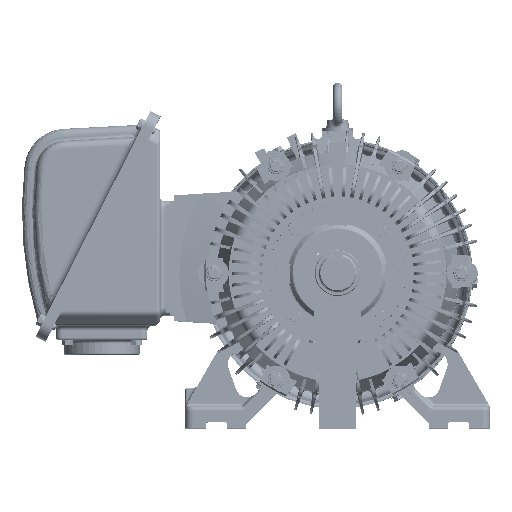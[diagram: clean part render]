
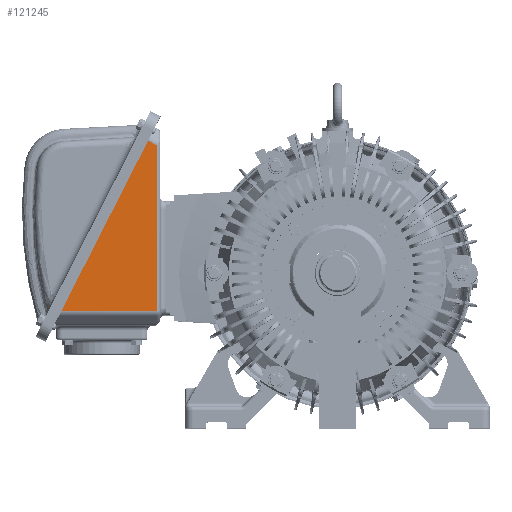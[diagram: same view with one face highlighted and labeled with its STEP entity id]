
A CAD part, top view. The second image highlights one B-rep face of the part: STEP entity #121245.
In plain terms, the highlighted planar face has unit normal (0, 0, 1).
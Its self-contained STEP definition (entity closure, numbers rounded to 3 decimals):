
#120084=CARTESIAN_POINT('Vertex',(-237.88,-49.118,94.)) ;
#120087=CARTESIAN_POINT('Line Origine',(-305.914,-49.118,94.)) ;
#120091=CARTESIAN_POINT('Vertex',(-367.344,-49.118,94.)) ;
#120114=CARTESIAN_POINT('Axis2P3D Location',(-362.554,-47.685,94.)) ;
#120118=CARTESIAN_POINT('Vertex',(-367.009,-45.415,94.)) ;
#121111=CARTESIAN_POINT('Vertex',(-237.88,168.561,94.)) ;
#121161=CARTESIAN_POINT('Line Origine',(-237.88,64.75,94.)) ;
#121205=CARTESIAN_POINT('Axis2P3D Location',(-232.88,88.154,94.)) ;
#121210=CARTESIAN_POINT('Line Origine',(-244.524,171.946,94.)) ;
#121214=CARTESIAN_POINT('Vertex',(-251.167,175.331,94.)) ;
#121217=CARTESIAN_POINT('Line Origine',(-252.497,172.72,94.)) ;
#121221=CARTESIAN_POINT('Vertex',(-253.827,170.11,94.)) ;
#121224=CARTESIAN_POINT('Axis2P3D Location',(-254.126,165.119,94.)) ;
#121228=CARTESIAN_POINT('Vertex',(-258.581,167.389,94.)) ;
#121231=CARTESIAN_POINT('Line Origine',(-312.795,60.987,94.)) ;
#120088=DIRECTION('Vector Direction',(-1.,0.,0.)) ;
#120115=DIRECTION('Axis2P3D Direction',(0.,0.,1.)) ;
#121162=DIRECTION('Vector Direction',(0.,1.,0.)) ;
#121206=DIRECTION('Axis2P3D Direction',(0.,0.,-1.)) ;
#121207=DIRECTION('Axis2P3D XDirection',(-1.,0.,0.)) ;
#121211=DIRECTION('Vector Direction',(0.891,-0.454,0.)) ;
#121218=DIRECTION('Vector Direction',(0.454,0.891,0.)) ;
#121225=DIRECTION('Axis2P3D Direction',(0.,0.,-1.)) ;
#121232=DIRECTION('Vector Direction',(0.454,0.891,0.)) ;
#120116=AXIS2_PLACEMENT_3D('Circle Axis2P3D',#120114,#120115,$) ;
#121208=AXIS2_PLACEMENT_3D('Plane Axis2P3D',#121205,#121206,#121207) ;
#121226=AXIS2_PLACEMENT_3D('Circle Axis2P3D',#121224,#121225,$) ;
#121237=ORIENTED_EDGE('',*,*,#120120,.F.) ;
#121238=ORIENTED_EDGE('',*,*,#120093,.F.) ;
#121239=ORIENTED_EDGE('',*,*,#121165,.T.) ;
#121240=ORIENTED_EDGE('',*,*,#121216,.F.) ;
#121241=ORIENTED_EDGE('',*,*,#121223,.F.) ;
#121242=ORIENTED_EDGE('',*,*,#121230,.F.) ;
#121243=ORIENTED_EDGE('',*,*,#121235,.F.) ;
#120089=VECTOR('Line Direction',#120088,1.) ;
#121163=VECTOR('Line Direction',#121162,1.) ;
#121212=VECTOR('Line Direction',#121211,1.) ;
#121219=VECTOR('Line Direction',#121218,1.) ;
#121233=VECTOR('Line Direction',#121232,1.) ;
#121245=ADVANCED_FACE('326TS-31101F131X103-1-solid1',(#121244),#121209,.F.) ;
#120117=CIRCLE('generated circle',#120116,5.) ;
#121227=CIRCLE('generated circle',#121226,5.) ;
#120093=EDGE_CURVE('',#120085,#120092,#120090,.T.) ;
#120120=EDGE_CURVE('',#120092,#120119,#120117,.F.) ;
#121165=EDGE_CURVE('',#120085,#121112,#121164,.T.) ;
#121216=EDGE_CURVE('',#121215,#121112,#121213,.T.) ;
#121223=EDGE_CURVE('',#121222,#121215,#121220,.T.) ;
#121230=EDGE_CURVE('',#121229,#121222,#121227,.T.) ;
#121235=EDGE_CURVE('',#120119,#121229,#121234,.T.) ;
#121236=EDGE_LOOP('',(#121237,#121238,#121239,#121240,#121241,#121242,#121243)) ;
#121244=FACE_OUTER_BOUND('',#121236,.T.) ;
#120090=LINE('Line',#120087,#120089) ;
#121164=LINE('Line',#121161,#121163) ;
#121213=LINE('Line',#121210,#121212) ;
#121220=LINE('Line',#121217,#121219) ;
#121234=LINE('Line',#121231,#121233) ;
#121209=PLANE('',#121208) ;
#120085=VERTEX_POINT('',#120084) ;
#120092=VERTEX_POINT('',#120091) ;
#120119=VERTEX_POINT('',#120118) ;
#121112=VERTEX_POINT('',#121111) ;
#121215=VERTEX_POINT('',#121214) ;
#121222=VERTEX_POINT('',#121221) ;
#121229=VERTEX_POINT('',#121228) ;
